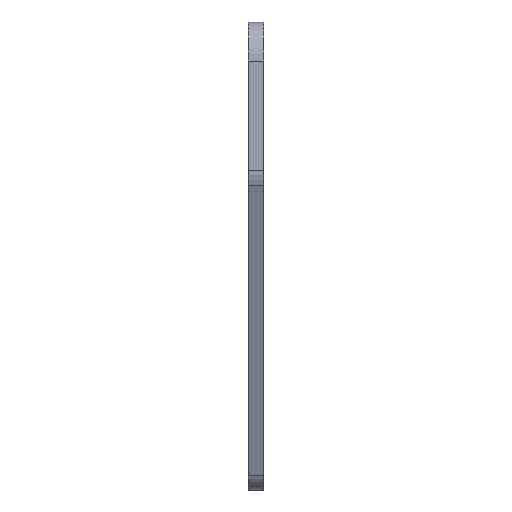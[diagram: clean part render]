
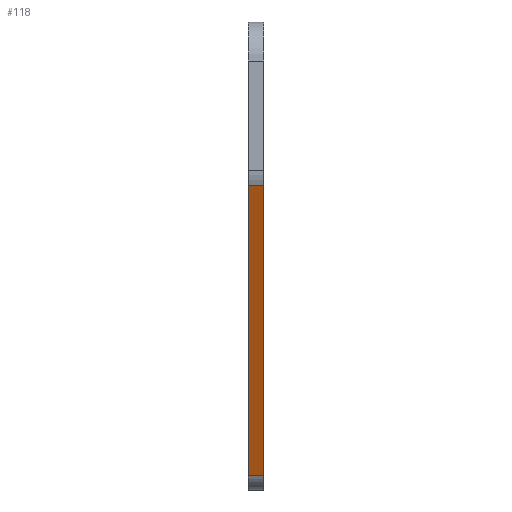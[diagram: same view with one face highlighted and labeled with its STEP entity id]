
A CAD part, left-side view. The second image highlights one B-rep face of the part: STEP entity #118.
In plain terms, the highlighted planar face has unit normal (-0.92, 0, -0.391).
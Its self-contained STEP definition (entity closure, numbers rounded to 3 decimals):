
#8 = EDGE_CURVE ( 'NONE', #470, #713, #751, .T. ) ;
#12 = PLANE ( 'NONE',  #122 ) ;
#15 = LINE ( 'NONE', #777, #664 ) ;
#22 = DIRECTION ( 'NONE',  ( 0., 1., 0. ) ) ;
#44 = VERTEX_POINT ( 'NONE', #302 ) ;
#45 = CARTESIAN_POINT ( 'NONE',  ( -22.731, -2., 1.827 ) ) ;
#118 = ADVANCED_FACE ( 'NONE', ( #585 ), #12, .T. ) ;
#122 = AXIS2_PLACEMENT_3D ( 'NONE', #324, #767, #698 ) ;
#175 = CARTESIAN_POINT ( 'NONE',  ( -21.955, -2., 0. ) ) ;
#179 = DIRECTION ( 'NONE',  ( -0.391, 0., 0.92 ) ) ;
#207 = ORIENTED_EDGE ( 'NONE', *, *, #393, .F. ) ;
#208 = EDGE_CURVE ( 'NONE', #713, #44, #540, .T. ) ;
#254 = VECTOR ( 'NONE', #179, 1000. ) ;
#272 = VERTEX_POINT ( 'NONE', #722 ) ;
#275 = EDGE_CURVE ( 'NONE', #272, #470, #475, .T. ) ;
#302 = CARTESIAN_POINT ( 'NONE',  ( -38.556, 0., 39.063 ) ) ;
#324 = CARTESIAN_POINT ( 'NONE',  ( -21.955, -45.463, 0. ) ) ;
#359 = VECTOR ( 'NONE', #22, 1000. ) ;
#393 = EDGE_CURVE ( 'NONE', #272, #44, #15, .T. ) ;
#411 = CARTESIAN_POINT ( 'NONE',  ( -38.556, -2., 39.063 ) ) ;
#470 = VERTEX_POINT ( 'NONE', #45 ) ;
#475 = LINE ( 'NONE', #729, #768 ) ;
#540 = LINE ( 'NONE', #790, #359 ) ;
#585 = FACE_OUTER_BOUND ( 'NONE', #792, .T. ) ;
#596 = ORIENTED_EDGE ( 'NONE', *, *, #208, .T. ) ;
#645 = ORIENTED_EDGE ( 'NONE', *, *, #8, .T. ) ;
#664 = VECTOR ( 'NONE', #710, 1000. ) ;
#698 = DIRECTION ( 'NONE',  ( 0.391, 0., -0.92 ) ) ;
#710 = DIRECTION ( 'NONE',  ( -0.391, 0., 0.92 ) ) ;
#713 = VERTEX_POINT ( 'NONE', #411 ) ;
#722 = CARTESIAN_POINT ( 'NONE',  ( -22.731, 0., 1.827 ) ) ;
#729 = CARTESIAN_POINT ( 'NONE',  ( -22.731, -2., 1.827 ) ) ;
#735 = DIRECTION ( 'NONE',  ( 0., -1., 0. ) ) ;
#751 = LINE ( 'NONE', #175, #254 ) ;
#767 = DIRECTION ( 'NONE',  ( -0.92, 0., -0.391 ) ) ;
#768 = VECTOR ( 'NONE', #735, 1000. ) ;
#777 = CARTESIAN_POINT ( 'NONE',  ( -21.955, 0., 0. ) ) ;
#790 = CARTESIAN_POINT ( 'NONE',  ( -38.556, 0., 39.063 ) ) ;
#792 = EDGE_LOOP ( 'NONE', ( #207, #829, #645, #596 ) ) ;
#829 = ORIENTED_EDGE ( 'NONE', *, *, #275, .T. ) ;
